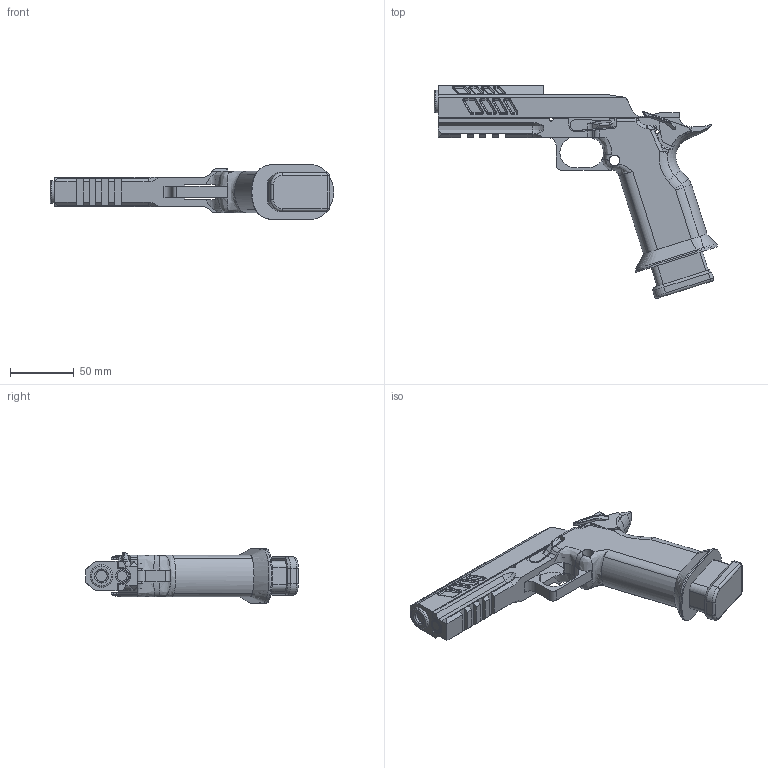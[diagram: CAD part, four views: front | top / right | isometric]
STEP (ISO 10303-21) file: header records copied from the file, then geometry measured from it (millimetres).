
FILE_DESCRIPTION (( 'STEP AP214' ), '1' );
FILE_NAME ('2011.STEP', '2024-04-20T02:44:03', ( '' ), ( '' ), 'SwSTEP 2.0', 'SolidWorks 2022', '' );
FILE_SCHEMA (( 'AUTOMOTIVE_DESIGN' ));
Length unit declared in the file: inch
Products named in the file (1): 2011
Bounding box: 222.09 x 166.75 x 42.56 mm (x, y, z)
Volume: 163774 mm3; surface area: 73291.9 mm2
Topology: 1 solids, 1 shells, 765 faces, 2005 edges, 1251 vertices
Faces by surface type: cylinder 289, plane 212, torus 177, bspline 68, sphere 13, cone 6
Entity records: 26184 total; most frequent: CARTESIAN_POINT 7418, DIRECTION 4027, ORIENTED_EDGE 4006, EDGE_CURVE 2003, AXIS2_PLACEMENT_3D 1587, VERTEX_POINT 1251, CIRCLE 889, LINE 853
